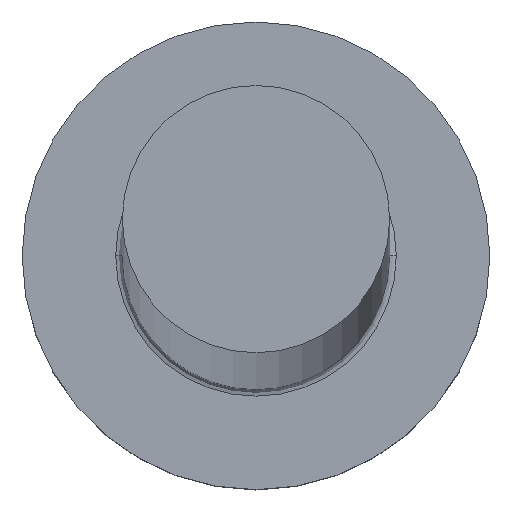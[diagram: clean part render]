
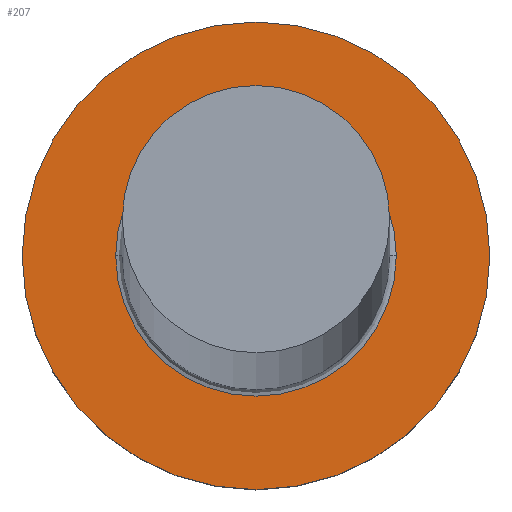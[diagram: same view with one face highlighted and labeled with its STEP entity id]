
A CAD part, top view. The second image highlights one B-rep face of the part: STEP entity #207.
In plain terms, the highlighted planar face has unit normal (0, 0, 1).
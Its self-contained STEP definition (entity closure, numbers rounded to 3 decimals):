
#3 = CARTESIAN_POINT ( 'NONE',  ( -4.2, 0., 5. ) ) ;
#13 = PLANE ( 'NONE',  #103 ) ;
#39 = DIRECTION ( 'NONE',  ( 0., 0., -1. ) ) ;
#41 = DIRECTION ( 'NONE',  ( 1., 0., 0. ) ) ;
#42 = CIRCLE ( 'NONE', #221, 7. ) ;
#60 = CARTESIAN_POINT ( 'NONE',  ( 0., 0., 5. ) ) ;
#85 = FACE_OUTER_BOUND ( 'NONE', #190, .T. ) ;
#103 = AXIS2_PLACEMENT_3D ( 'NONE', #179, #274, #298 ) ;
#128 = CIRCLE ( 'NONE', #173, 4.2 ) ;
#132 = DIRECTION ( 'NONE',  ( 1., 0., 0. ) ) ;
#133 = EDGE_CURVE ( 'NONE', #260, #307, #259, .T. ) ;
#150 = DIRECTION ( 'NONE',  ( 0., 0., 1. ) ) ;
#151 = CIRCLE ( 'NONE', #188, 4.2 ) ;
#152 = DIRECTION ( 'NONE',  ( 0., 0., -1. ) ) ;
#154 = AXIS2_PLACEMENT_3D ( 'NONE', #60, #150, #169 ) ;
#162 = ORIENTED_EDGE ( 'NONE', *, *, #253, .T. ) ;
#169 = DIRECTION ( 'NONE',  ( 1., 0., 0. ) ) ;
#173 = AXIS2_PLACEMENT_3D ( 'NONE', #300, #152, #276 ) ;
#176 = CARTESIAN_POINT ( 'NONE',  ( 0., 0., 5. ) ) ;
#179 = CARTESIAN_POINT ( 'NONE',  ( 0., 0., 5. ) ) ;
#182 = ORIENTED_EDGE ( 'NONE', *, *, #220, .T. ) ;
#187 = VERTEX_POINT ( 'NONE', #3 ) ;
#188 = AXIS2_PLACEMENT_3D ( 'NONE', #248, #39, #41 ) ;
#190 = EDGE_LOOP ( 'NONE', ( #237, #162 ) ) ;
#207 = ADVANCED_FACE ( 'NONE', ( #296, #85 ), #13, .T. ) ;
#211 = EDGE_LOOP ( 'NONE', ( #182, #286 ) ) ;
#220 = EDGE_CURVE ( 'NONE', #233, #187, #128, .T. ) ;
#221 = AXIS2_PLACEMENT_3D ( 'NONE', #176, #301, #132 ) ;
#227 = CARTESIAN_POINT ( 'NONE',  ( -7., 0., 5. ) ) ;
#233 = VERTEX_POINT ( 'NONE', #252 ) ;
#237 = ORIENTED_EDGE ( 'NONE', *, *, #133, .T. ) ;
#248 = CARTESIAN_POINT ( 'NONE',  ( 0., 0., 5. ) ) ;
#252 = CARTESIAN_POINT ( 'NONE',  ( 4.2, 0., 5. ) ) ;
#253 = EDGE_CURVE ( 'NONE', #307, #260, #42, .T. ) ;
#254 = CARTESIAN_POINT ( 'NONE',  ( 7., 0., 5. ) ) ;
#259 = CIRCLE ( 'NONE', #154, 7. ) ;
#260 = VERTEX_POINT ( 'NONE', #227 ) ;
#274 = DIRECTION ( 'NONE',  ( 0., 0., 1. ) ) ;
#276 = DIRECTION ( 'NONE',  ( 1., 0., 0. ) ) ;
#277 = EDGE_CURVE ( 'NONE', #187, #233, #151, .T. ) ;
#286 = ORIENTED_EDGE ( 'NONE', *, *, #277, .T. ) ;
#296 = FACE_BOUND ( 'NONE', #211, .T. ) ;
#298 = DIRECTION ( 'NONE',  ( 1., 0., 0. ) ) ;
#300 = CARTESIAN_POINT ( 'NONE',  ( 0., 0., 5. ) ) ;
#301 = DIRECTION ( 'NONE',  ( 0., 0., 1. ) ) ;
#307 = VERTEX_POINT ( 'NONE', #254 ) ;
